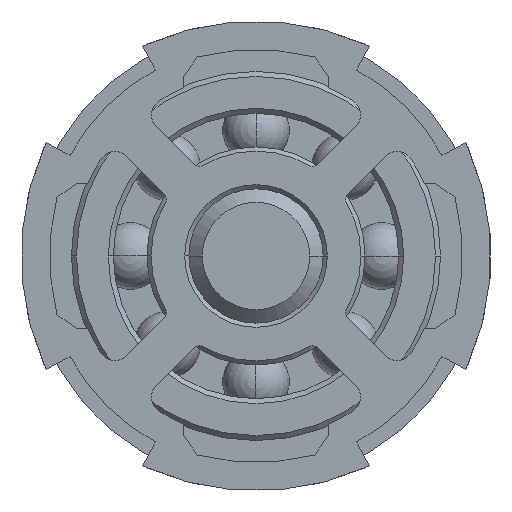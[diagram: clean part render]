
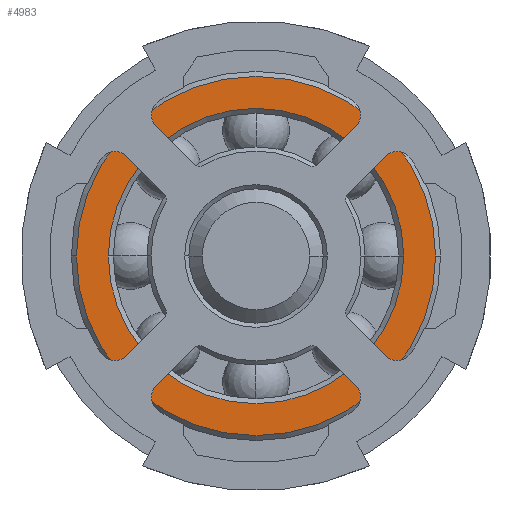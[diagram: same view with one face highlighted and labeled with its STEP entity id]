
A CAD part, front view. The second image highlights one B-rep face of the part: STEP entity #4983.
In plain terms, the highlighted planar face has unit normal (0, -1, 0).
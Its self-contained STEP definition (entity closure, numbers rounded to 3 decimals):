
#268=FACE_BOUND('',#677,.T.);
#377=FACE_OUTER_BOUND('',#676,.T.);
#676=EDGE_LOOP('',(#3847,#3848));
#677=EDGE_LOOP('',(#3849,#3850));
#994=CIRCLE('',#5397,10.7);
#995=CIRCLE('',#5399,10.7);
#996=CIRCLE('',#5400,8.8);
#997=CIRCLE('',#5401,8.8);
#2211=VERTEX_POINT('',#8155);
#2214=VERTEX_POINT('',#8160);
#2215=VERTEX_POINT('',#8165);
#2216=VERTEX_POINT('',#8166);
#2806=EDGE_CURVE('',#2211,#2214,#994,.T.);
#2807=EDGE_CURVE('',#2214,#2211,#995,.T.);
#2808=EDGE_CURVE('',#2215,#2216,#996,.T.);
#2809=EDGE_CURVE('',#2216,#2215,#997,.T.);
#3847=ORIENTED_EDGE('',*,*,#2806,.T.);
#3848=ORIENTED_EDGE('',*,*,#2807,.T.);
#3849=ORIENTED_EDGE('',*,*,#2808,.F.);
#3850=ORIENTED_EDGE('',*,*,#2809,.F.);
#4834=PLANE('',#5398);
#4983=ADVANCED_FACE('',(#377,#268),#4834,.T.);
#5397=AXIS2_PLACEMENT_3D('',#8162,#6404,#6405);
#5398=AXIS2_PLACEMENT_3D('',#8163,#6406,#6407);
#5399=AXIS2_PLACEMENT_3D('',#8164,#6408,#6409);
#5400=AXIS2_PLACEMENT_3D('',#8167,#6410,#6411);
#5401=AXIS2_PLACEMENT_3D('',#8168,#6412,#6413);
#6404=DIRECTION('center_axis',(0.,-1.,0.));
#6405=DIRECTION('ref_axis',(1.,0.,0.));
#6406=DIRECTION('center_axis',(0.,-1.,0.));
#6407=DIRECTION('ref_axis',(1.,0.,0.));
#6408=DIRECTION('center_axis',(0.,-1.,0.));
#6409=DIRECTION('ref_axis',(-1.,0.,0.));
#6410=DIRECTION('center_axis',(0.,-1.,0.));
#6411=DIRECTION('ref_axis',(1.,0.,0.));
#6412=DIRECTION('center_axis',(0.,-1.,0.));
#6413=DIRECTION('ref_axis',(-1.,0.,0.));
#8155=CARTESIAN_POINT('',(10.7,4.5,0.));
#8160=CARTESIAN_POINT('',(-10.7,4.5,0.));
#8162=CARTESIAN_POINT('Origin',(0.,4.5,0.));
#8163=CARTESIAN_POINT('Origin',(0.,4.5,0.));
#8164=CARTESIAN_POINT('Origin',(0.,4.5,0.));
#8165=CARTESIAN_POINT('',(8.8,4.5,0.));
#8166=CARTESIAN_POINT('',(-8.8,4.5,0.));
#8167=CARTESIAN_POINT('Origin',(0.,4.5,0.));
#8168=CARTESIAN_POINT('Origin',(0.,4.5,0.));
